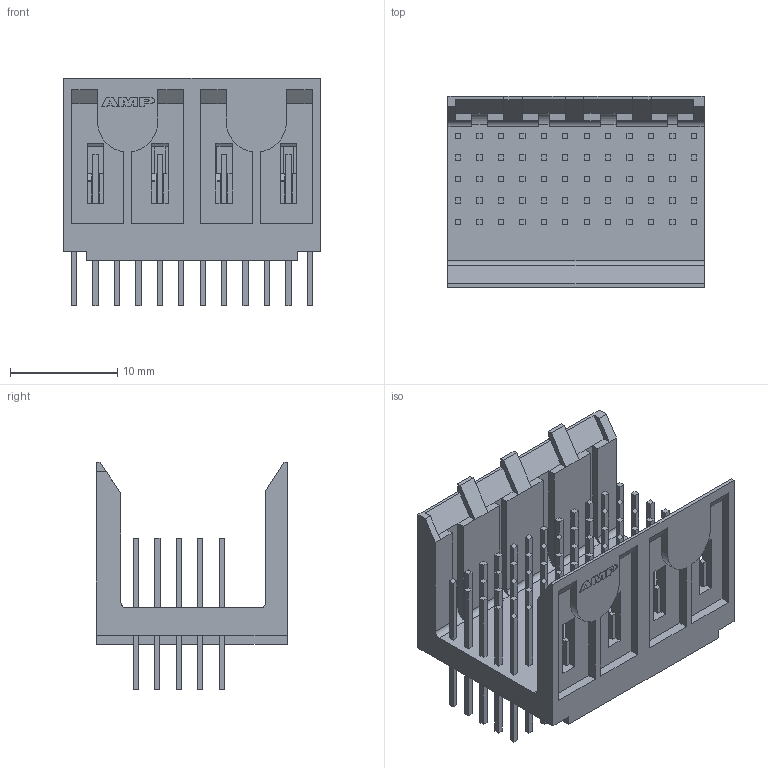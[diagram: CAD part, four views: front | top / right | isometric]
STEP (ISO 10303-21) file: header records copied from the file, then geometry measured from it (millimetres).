
FILE_DESCRIPTION(('STEP AP242'),'1');
FILE_NAME('5223002-2.stp','2023-02-23T16:46:20',('TraceParts'),('TraceParts S.A.'),'Spatial InterOp 3D',' ',' ');
FILE_SCHEMA(('AP242_MANAGED_MODEL_BASED_3D_ENGINEERING_MIM_LF {1 0 10303 442 1 1 4}'));
Length unit declared in the file: millimetre
Products named in the file (1): 5223002-2
Bounding box: 23.88 x 17.86 x 21.25 mm (x, y, z)
Volume: 2313.7 mm3; surface area: 4018.5 mm2
Topology: 1 solids, 1 shells, 823 faces, 2057 edges, 1366 vertices
Faces by surface type: plane 805, cylinder 16, extrusion 2
Entity records: 24078 total; most frequent: CARTESIAN_POINT 4287, ORIENTED_EDGE 4114, DIRECTION 3731, EDGE_CURVE 2057, VECTOR 2023, LINE 2021, VERTEX_POINT 1366, EDGE_LOOP 961
